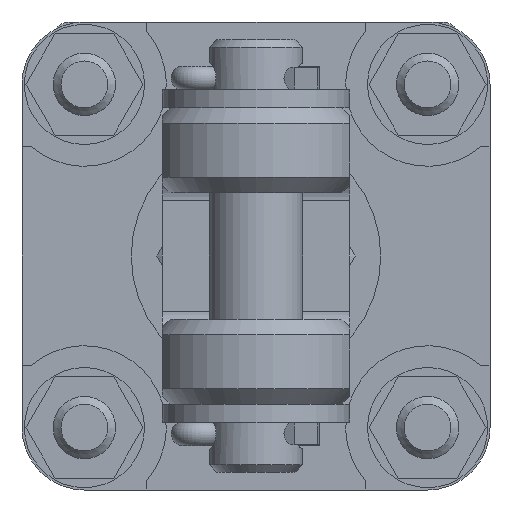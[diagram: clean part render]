
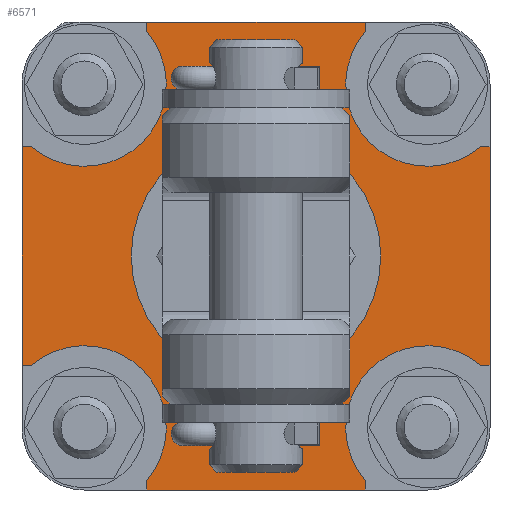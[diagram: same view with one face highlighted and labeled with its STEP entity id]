
A CAD part, left-side view. The second image highlights one B-rep face of the part: STEP entity #6571.
In plain terms, the highlighted planar face has unit normal (-1, 0, 0).
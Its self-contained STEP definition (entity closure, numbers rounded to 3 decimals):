
#172=FACE_BOUND('',#1158,.T.);
#332=PLANE('',#7216);
#733=FACE_OUTER_BOUND('',#1157,.T.);
#1157=EDGE_LOOP('',(#5359,#5360,#5361,#5362,#5363,#5364,#5365,#5366,#5367,
#5368,#5369,#5370,#5371,#5372,#5373,#5374));
#1158=EDGE_LOOP('',(#5375));
#1661=LINE('',#10344,#2268);
#1670=LINE('',#10362,#2277);
#1689=LINE('',#10413,#2296);
#1696=LINE('',#10431,#2303);
#1711=LINE('',#10481,#2318);
#1714=LINE('',#10488,#2321);
#1715=LINE('',#10491,#2322);
#1718=LINE('',#10498,#2325);
#1719=LINE('',#10501,#2326);
#1722=LINE('',#10508,#2329);
#1723=LINE('',#10511,#2330);
#1726=LINE('',#10518,#2333);
#2268=VECTOR('',#8360,10.);
#2277=VECTOR('',#8371,10.);
#2296=VECTOR('',#8428,10.);
#2303=VECTOR('',#8445,10.);
#2318=VECTOR('',#8500,10.);
#2321=VECTOR('',#8509,10.);
#2322=VECTOR('',#8512,10.);
#2325=VECTOR('',#8521,10.);
#2326=VECTOR('',#8524,10.);
#2329=VECTOR('',#8533,10.);
#2330=VECTOR('',#8536,10.);
#2333=VECTOR('',#8545,10.);
#2692=CIRCLE('',#7181,16.);
#2700=CIRCLE('',#7198,10.5);
#2701=CIRCLE('',#7202,10.5);
#2702=CIRCLE('',#7206,10.5);
#2703=CIRCLE('',#7210,10.5);
#3129=VERTEX_POINT('',#10341);
#3130=VERTEX_POINT('',#10343);
#3137=VERTEX_POINT('',#10359);
#3138=VERTEX_POINT('',#10361);
#3150=VERTEX_POINT('',#10410);
#3151=VERTEX_POINT('',#10412);
#3156=VERTEX_POINT('',#10428);
#3157=VERTEX_POINT('',#10430);
#3160=VERTEX_POINT('',#10442);
#3172=VERTEX_POINT('',#10480);
#3173=VERTEX_POINT('',#10484);
#3174=VERTEX_POINT('',#10490);
#3175=VERTEX_POINT('',#10494);
#3176=VERTEX_POINT('',#10500);
#3177=VERTEX_POINT('',#10504);
#3178=VERTEX_POINT('',#10510);
#3179=VERTEX_POINT('',#10514);
#3866=EDGE_CURVE('',#3129,#3130,#1661,.T.);
#3875=EDGE_CURVE('',#3137,#3138,#1670,.T.);
#3901=EDGE_CURVE('',#3150,#3151,#1689,.T.);
#3910=EDGE_CURVE('',#3156,#3157,#1696,.T.);
#3916=EDGE_CURVE('',#3160,#3160,#2692,.T.);
#3934=EDGE_CURVE('',#3150,#3172,#1711,.T.);
#3936=EDGE_CURVE('',#3172,#3173,#2700,.T.);
#3938=EDGE_CURVE('',#3173,#3130,#1714,.T.);
#3939=EDGE_CURVE('',#3129,#3174,#1715,.T.);
#3941=EDGE_CURVE('',#3174,#3175,#2701,.T.);
#3943=EDGE_CURVE('',#3175,#3138,#1718,.T.);
#3944=EDGE_CURVE('',#3137,#3176,#1719,.T.);
#3946=EDGE_CURVE('',#3176,#3177,#2702,.T.);
#3948=EDGE_CURVE('',#3177,#3157,#1722,.T.);
#3949=EDGE_CURVE('',#3156,#3178,#1723,.T.);
#3951=EDGE_CURVE('',#3178,#3179,#2703,.T.);
#3953=EDGE_CURVE('',#3179,#3151,#1726,.T.);
#5359=ORIENTED_EDGE('',*,*,#3948,.T.);
#5360=ORIENTED_EDGE('',*,*,#3910,.F.);
#5361=ORIENTED_EDGE('',*,*,#3949,.T.);
#5362=ORIENTED_EDGE('',*,*,#3951,.T.);
#5363=ORIENTED_EDGE('',*,*,#3953,.T.);
#5364=ORIENTED_EDGE('',*,*,#3901,.F.);
#5365=ORIENTED_EDGE('',*,*,#3934,.T.);
#5366=ORIENTED_EDGE('',*,*,#3936,.T.);
#5367=ORIENTED_EDGE('',*,*,#3938,.T.);
#5368=ORIENTED_EDGE('',*,*,#3866,.F.);
#5369=ORIENTED_EDGE('',*,*,#3939,.T.);
#5370=ORIENTED_EDGE('',*,*,#3941,.T.);
#5371=ORIENTED_EDGE('',*,*,#3943,.T.);
#5372=ORIENTED_EDGE('',*,*,#3875,.F.);
#5373=ORIENTED_EDGE('',*,*,#3944,.T.);
#5374=ORIENTED_EDGE('',*,*,#3946,.T.);
#5375=ORIENTED_EDGE('',*,*,#3916,.T.);
#6571=ADVANCED_FACE('',(#733,#172),#332,.F.);
#7181=AXIS2_PLACEMENT_3D('',#10443,#8458,#8459);
#7198=AXIS2_PLACEMENT_3D('',#10485,#8504,#8505);
#7202=AXIS2_PLACEMENT_3D('',#10495,#8516,#8517);
#7206=AXIS2_PLACEMENT_3D('',#10505,#8528,#8529);
#7210=AXIS2_PLACEMENT_3D('',#10515,#8540,#8541);
#7216=AXIS2_PLACEMENT_3D('',#10526,#8557,#8558);
#8360=DIRECTION('',(0.,0.,1.));
#8371=DIRECTION('',(0.,1.,0.));
#8428=DIRECTION('',(0.,-1.,0.));
#8445=DIRECTION('',(0.,0.,-1.));
#8458=DIRECTION('center_axis',(1.,0.,0.));
#8459=DIRECTION('ref_axis',(0.,0.,1.));
#8500=DIRECTION('',(0.,0.,-1.));
#8504=DIRECTION('center_axis',(1.,0.,0.));
#8505=DIRECTION('ref_axis',(0.,0.762,-0.648));
#8509=DIRECTION('',(0.,1.,0.));
#8512=DIRECTION('',(0.,-1.,0.));
#8516=DIRECTION('center_axis',(1.,0.,0.));
#8517=DIRECTION('ref_axis',(0.,-0.648,-0.762));
#8521=DIRECTION('',(0.,0.,-1.));
#8524=DIRECTION('',(0.,0.,1.));
#8528=DIRECTION('center_axis',(1.,0.,0.));
#8529=DIRECTION('ref_axis',(0.,-0.762,0.648));
#8533=DIRECTION('',(0.,-1.,0.));
#8536=DIRECTION('',(0.,1.,0.));
#8540=DIRECTION('center_axis',(1.,0.,0.));
#8541=DIRECTION('ref_axis',(0.,0.648,0.762));
#8545=DIRECTION('',(0.,0.,1.));
#8557=DIRECTION('center_axis',(1.,0.,0.));
#8558=DIRECTION('ref_axis',(0.,0.,-1.));
#10341=CARTESIAN_POINT('',(0.,30.,-14.));
#10343=CARTESIAN_POINT('',(0.,30.,14.));
#10344=CARTESIAN_POINT('',(0.,30.,-22.));
#10359=CARTESIAN_POINT('',(0.,-14.,-30.));
#10361=CARTESIAN_POINT('',(0.,14.,-30.));
#10362=CARTESIAN_POINT('',(0.,-22.,-30.));
#10410=CARTESIAN_POINT('',(0.,14.,30.));
#10412=CARTESIAN_POINT('',(0.,-14.,30.));
#10413=CARTESIAN_POINT('',(0.,22.,30.));
#10428=CARTESIAN_POINT('',(0.,-30.,14.));
#10430=CARTESIAN_POINT('',(0.,-30.,-14.));
#10431=CARTESIAN_POINT('',(0.,-30.,22.));
#10442=CARTESIAN_POINT('',(0.,0.,-16.));
#10443=CARTESIAN_POINT('Origin',(0.,0.,0.));
#10480=CARTESIAN_POINT('',(0.,14.,28.801));
#10481=CARTESIAN_POINT('',(0.,14.,14.4));
#10484=CARTESIAN_POINT('',(0.,28.801,14.));
#10485=CARTESIAN_POINT('Origin',(0.,22.,22.));
#10488=CARTESIAN_POINT('',(0.,15.,14.));
#10490=CARTESIAN_POINT('',(0.,28.801,-14.));
#10491=CARTESIAN_POINT('',(0.,14.4,-14.));
#10494=CARTESIAN_POINT('',(0.,14.,-28.801));
#10495=CARTESIAN_POINT('Origin',(0.,22.,-22.));
#10498=CARTESIAN_POINT('',(0.,14.,-15.));
#10500=CARTESIAN_POINT('',(0.,-14.,-28.801));
#10501=CARTESIAN_POINT('',(0.,-14.,-14.4));
#10504=CARTESIAN_POINT('',(0.,-28.801,-14.));
#10505=CARTESIAN_POINT('Origin',(0.,-22.,-22.));
#10508=CARTESIAN_POINT('',(0.,-15.,-14.));
#10510=CARTESIAN_POINT('',(0.,-28.801,14.));
#10511=CARTESIAN_POINT('',(0.,-14.4,14.));
#10514=CARTESIAN_POINT('',(0.,-14.,28.801));
#10515=CARTESIAN_POINT('Origin',(0.,-22.,22.));
#10518=CARTESIAN_POINT('',(0.,-14.,15.));
#10526=CARTESIAN_POINT('Origin',(0.,0.,0.));
